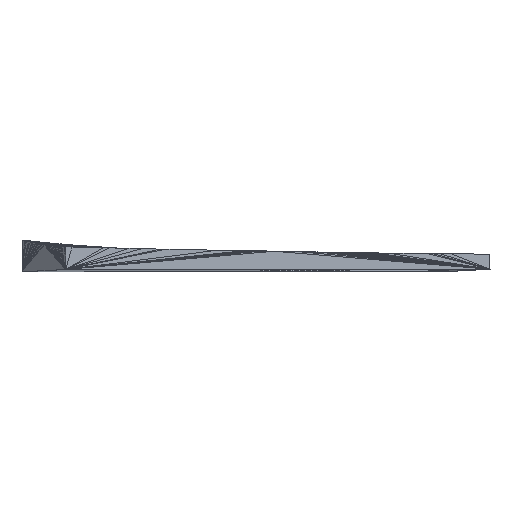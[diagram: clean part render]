
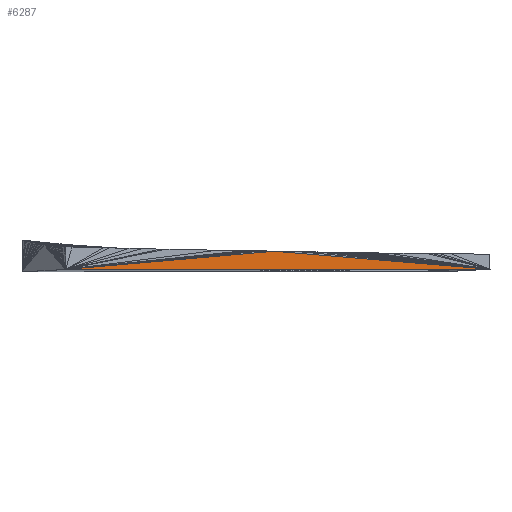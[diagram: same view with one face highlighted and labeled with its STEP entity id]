
A CAD part, left-side view. The second image highlights one B-rep face of the part: STEP entity #6287.
In plain terms, the highlighted planar face has unit normal (-0.996, -0.093, 0.003).
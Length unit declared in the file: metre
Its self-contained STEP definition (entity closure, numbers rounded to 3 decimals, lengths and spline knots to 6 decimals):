
#6287=ADVANCED_FACE('',(#12890),#12891,.T.);
#12890=FACE_OUTER_BOUND('',#19806,.T.);
#12891=PLANE('',#19807);
#19806=EDGE_LOOP('',(#35184,#35185,#35186));
#19807=AXIS2_PLACEMENT_3D('',#35187,#35188,#35189);
#35184=ORIENTED_EDGE('',*,*,#43080,.F.);
#35185=ORIENTED_EDGE('',*,*,#37817,.T.);
#35186=ORIENTED_EDGE('',*,*,#42976,.T.);
#35187=CARTESIAN_POINT('',(300917.374359,6428119.898698,146.032187));
#35188=DIRECTION('',(-0.996,-0.093,0.003));
#35189=DIRECTION('',(0.003,0.0,1.));
#37817=EDGE_CURVE('',#43618,#43561,#44004,.T.);
#42976=EDGE_CURVE('',#43561,#50366,#50468,.T.);
#43080=EDGE_CURVE('',#43618,#50366,#50577,.T.);
#43561=VERTEX_POINT('',#51074);
#43618=VERTEX_POINT('',#51159);
#44004=LINE('',#51738,#51739);
#50366=VERTEX_POINT('',#61394);
#50468=LINE('',#61535,#61536);
#50577=LINE('',#61691,#61692);
#51074=CARTESIAN_POINT('',(300917.437609,6428119.221495,145.975721));
#51159=CARTESIAN_POINT('',(300917.312675,6428120.55596,145.974887));
#51738=CARTESIAN_POINT('',(300917.312675,6428120.55596,145.974887));
#51739=VECTOR('',#62550,1000.);
#61394=CARTESIAN_POINT('',(300917.374359,6428119.898698,146.032187));
#61535=CARTESIAN_POINT('',(300917.437609,6428119.221495,145.975721));
#61536=VECTOR('',#65883,1000.);
#61691=CARTESIAN_POINT('',(300917.312675,6428120.55596,145.974887));
#61692=VECTOR('',#65930,1000.0);
#62550=DIRECTION('',(0.093,-0.996,0.001));
#65883=DIRECTION('',(-0.093,0.992,0.083));
#65930=DIRECTION('',(0.093,-0.992,0.086));
